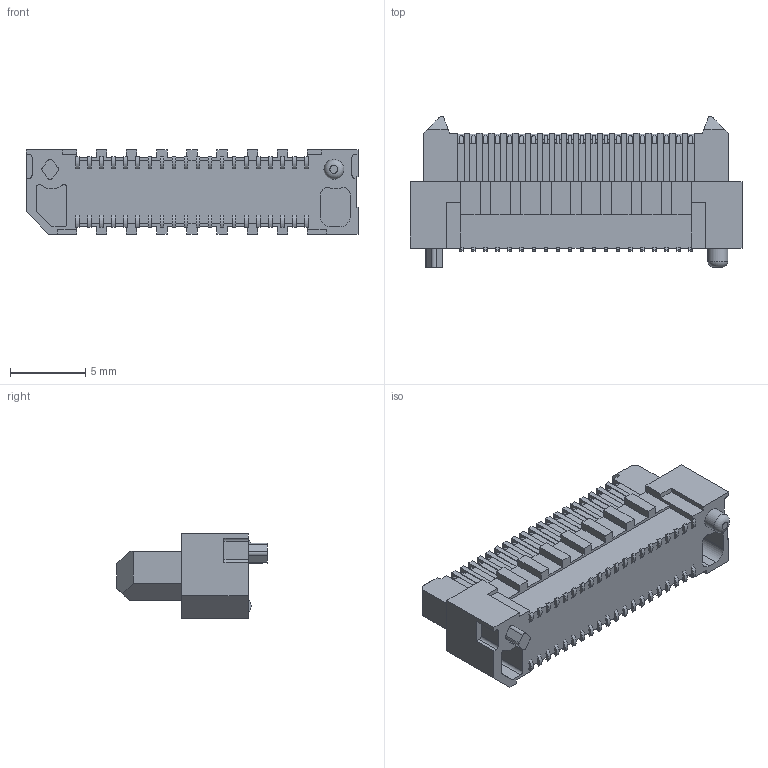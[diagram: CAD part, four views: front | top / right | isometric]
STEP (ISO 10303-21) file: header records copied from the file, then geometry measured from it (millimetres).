
FILE_DESCRIPTION(/* description */ ('STEP AP214'),/* implementation_level */ '2;1');
FILE_NAME(/* name */ 'ERM8-020-05.0-L-DV-P_(pad hidden)',/* time_stamp */ '2025-06-11T22:50:00+02:00',/* author */ ('License CC BY-ND 4.0'),/* organization */ ('CADENAS'),/* preprocessor_version */ 'ST-DEVELOPER v19.3',/* originating_system */ 'PARTsolutions',/* authorisation */ ' ');
FILE_SCHEMA (('AUTOMOTIVE_DESIGN {1 0 10303 214 3 1 1}'));
Length unit declared in the file: millimetre
Products named in the file (4): ERM8-020-05.0-L-DV-P_(pad hidden); ERM8-020-05.0-DVT; ERM8-020-05.0-DV_pin; ERM8-020-05.0-DV3_pin
Assembly tree (3 placements, depth 2):
  ERM8-020-05.0-L-DV-P_(pad hidden)
    ERM8-020-05.0-DVT
    ERM8-020-05.0-DV_pin
    ERM8-020-05.0-DV3_pin
Bounding box: 22 x 9.97 x 5.6 mm (x, y, z)
Volume: 585.9 mm3; surface area: 1533.4 mm2
Topology: 3 solids, 3 shells, 1698 faces, 4907 edges, 3218 vertices
Faces by surface type: plane 1095, cylinder 602, torus 1
Full cylindrical faces by diameter (mm): 1.32 x1
Entity records: 55688 total; most frequent: CARTESIAN_POINT 10543, ORIENTED_EDGE 9808, DIRECTION 9033, EDGE_CURVE 4904, LINE 3699, VECTOR 3699, VERTEX_POINT 3217, AXIS2_PLACEMENT_3D 2667
